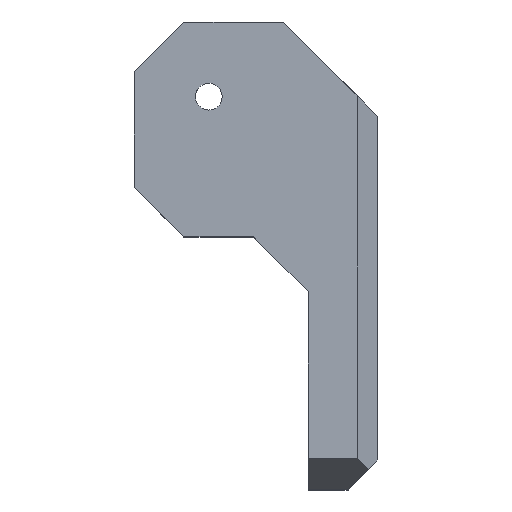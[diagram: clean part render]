
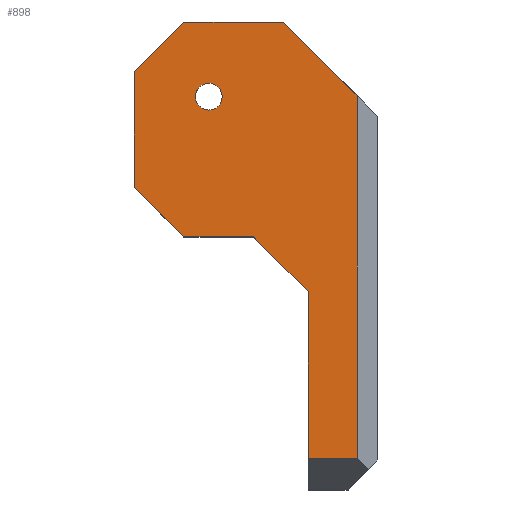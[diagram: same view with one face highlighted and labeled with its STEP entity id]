
A CAD part, top view. The second image highlights one B-rep face of the part: STEP entity #898.
In plain terms, the highlighted planar face has unit normal (0, 0, 1).
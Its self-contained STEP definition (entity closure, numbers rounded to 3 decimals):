
#18=FACE_BOUND('',#81,.T.);
#26=CIRCLE('',#949,1.35);
#33=FACE_OUTER_BOUND('',#80,.T.);
#80=EDGE_LOOP('',(#612,#613,#614,#615,#616,#617,#618,#619,#620,#621));
#81=EDGE_LOOP('',(#622));
#133=LINE('',#1235,#256);
#137=LINE('',#1243,#260);
#148=LINE('',#1267,#271);
#149=LINE('',#1269,#272);
#150=LINE('',#1271,#273);
#151=LINE('',#1273,#274);
#152=LINE('',#1275,#275);
#153=LINE('',#1277,#276);
#154=LINE('',#1279,#277);
#155=LINE('',#1280,#278);
#256=VECTOR('',#1003,10.);
#260=VECTOR('',#1009,10.);
#271=VECTOR('',#1024,10.);
#272=VECTOR('',#1025,10.);
#273=VECTOR('',#1026,10.);
#274=VECTOR('',#1027,10.);
#275=VECTOR('',#1028,10.);
#276=VECTOR('',#1029,10.);
#277=VECTOR('',#1030,10.);
#278=VECTOR('',#1031,10.);
#379=VERTEX_POINT('',#1232);
#380=VERTEX_POINT('',#1234);
#383=VERTEX_POINT('',#1242);
#394=VERTEX_POINT('',#1266);
#395=VERTEX_POINT('',#1268);
#396=VERTEX_POINT('',#1270);
#397=VERTEX_POINT('',#1272);
#398=VERTEX_POINT('',#1274);
#399=VERTEX_POINT('',#1276);
#400=VERTEX_POINT('',#1278);
#401=VERTEX_POINT('',#1281);
#466=EDGE_CURVE('',#379,#380,#133,.T.);
#470=EDGE_CURVE('',#383,#380,#137,.T.);
#482=EDGE_CURVE('',#394,#379,#148,.T.);
#483=EDGE_CURVE('',#394,#395,#149,.T.);
#484=EDGE_CURVE('',#395,#396,#150,.T.);
#485=EDGE_CURVE('',#397,#396,#151,.T.);
#486=EDGE_CURVE('',#397,#398,#152,.T.);
#487=EDGE_CURVE('',#399,#398,#153,.T.);
#488=EDGE_CURVE('',#399,#400,#154,.T.);
#489=EDGE_CURVE('',#400,#383,#155,.T.);
#490=EDGE_CURVE('',#401,#401,#26,.T.);
#612=ORIENTED_EDGE('',*,*,#466,.F.);
#613=ORIENTED_EDGE('',*,*,#482,.F.);
#614=ORIENTED_EDGE('',*,*,#483,.T.);
#615=ORIENTED_EDGE('',*,*,#484,.T.);
#616=ORIENTED_EDGE('',*,*,#485,.F.);
#617=ORIENTED_EDGE('',*,*,#486,.T.);
#618=ORIENTED_EDGE('',*,*,#487,.F.);
#619=ORIENTED_EDGE('',*,*,#488,.T.);
#620=ORIENTED_EDGE('',*,*,#489,.T.);
#621=ORIENTED_EDGE('',*,*,#470,.T.);
#622=ORIENTED_EDGE('',*,*,#490,.T.);
#854=PLANE('',#948);
#898=ADVANCED_FACE('',(#33,#18),#854,.T.);
#948=AXIS2_PLACEMENT_3D('',#1265,#1022,#1023);
#949=AXIS2_PLACEMENT_3D('',#1282,#1032,#1033);
#1003=DIRECTION('',(-1.,0.,0.));
#1009=DIRECTION('',(0.,-1.,0.));
#1022=DIRECTION('center_axis',(0.,0.,1.));
#1023=DIRECTION('ref_axis',(1.,0.,0.));
#1024=DIRECTION('',(0.,-1.,0.));
#1025=DIRECTION('',(-0.707,0.707,0.));
#1026=DIRECTION('',(-1.,0.,0.));
#1027=DIRECTION('',(0.707,0.707,0.));
#1028=DIRECTION('',(0.,-1.,0.));
#1029=DIRECTION('',(-0.707,0.707,0.));
#1030=DIRECTION('',(1.,0.,0.));
#1031=DIRECTION('',(0.707,-0.707,0.));
#1032=DIRECTION('center_axis',(0.,0.,-1.));
#1033=DIRECTION('ref_axis',(1.,0.,0.));
#1232=CARTESIAN_POINT('',(22.4,3.15,2.));
#1234=CARTESIAN_POINT('',(17.5,3.15,2.));
#1235=CARTESIAN_POINT('',(14.875,3.15,2.));
#1242=CARTESIAN_POINT('',(17.5,19.9,2.));
#1243=CARTESIAN_POINT('',(17.5,47.,2.));
#1265=CARTESIAN_POINT('Origin',(12.25,23.5,2.));
#1266=CARTESIAN_POINT('',(22.4,39.6,2.));
#1267=CARTESIAN_POINT('',(22.4,13.25,2.));
#1268=CARTESIAN_POINT('',(15.,47.,2.));
#1269=CARTESIAN_POINT('',(15.,47.,2.));
#1270=CARTESIAN_POINT('',(5.,47.,2.));
#1271=CARTESIAN_POINT('',(21.5,47.,2.));
#1272=CARTESIAN_POINT('',(0.,42.,2.));
#1273=CARTESIAN_POINT('',(-0.312,41.688,2.));
#1274=CARTESIAN_POINT('',(0.,30.4,2.));
#1275=CARTESIAN_POINT('',(0.,47.,2.));
#1276=CARTESIAN_POINT('',(5.,25.4,2.));
#1277=CARTESIAN_POINT('',(6.038,24.363,2.));
#1278=CARTESIAN_POINT('',(12.,25.4,2.));
#1279=CARTESIAN_POINT('',(0.,25.4,2.));
#1280=CARTESIAN_POINT('',(12.,25.4,2.));
#1281=CARTESIAN_POINT('',(6.15,39.5,2.));
#1282=CARTESIAN_POINT('Origin',(7.5,39.5,2.));
